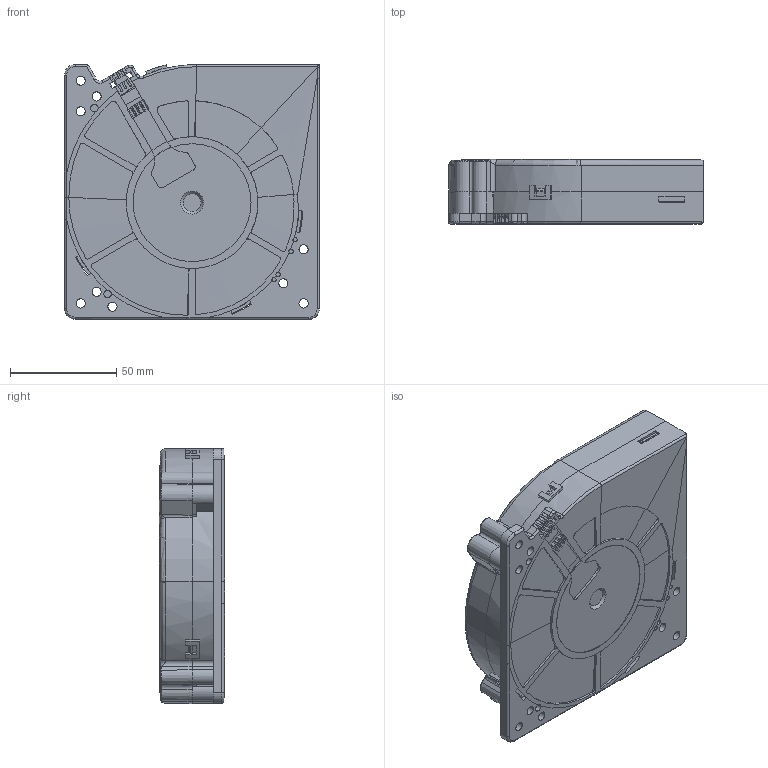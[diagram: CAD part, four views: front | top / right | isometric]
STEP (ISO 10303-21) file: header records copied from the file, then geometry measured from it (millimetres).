
FILE_DESCRIPTION((''),'2;1');
FILE_NAME('PRT0024','2016-02-03T',('QISONG.LUO'),(''),'PRO/ENGINEER BY PARAMETRIC TECHNOLOGY CORPORATION, 2012480','PRO/ENGINEER BY PARAMETRIC TECHNOLOGY CORPORATION, 2012480','');
FILE_SCHEMA(('CONFIG_CONTROL_DESIGN'));
Length unit declared in the file: millimetre
Products named in the file (1): PRT0024
Bounding box: 120.13 x 30.67 x 120.14 mm (x, y, z)
Volume: 353152.5 mm3; surface area: 69811.2 mm2
Topology: 1 solids, 15 shells, 844 faces, 2360 edges, 1529 vertices
Faces by surface type: plane 399, cylinder 279, bspline 65, cone 63, torus 27, extrusion 11
Entity records: 37468 total; most frequent: CARTESIAN_POINT 16350, ORIENTED_EDGE 4720, DIRECTION 4031, EDGE_CURVE 2360, VERTEX_POINT 1529, AXIS2_PLACEMENT_3D 1404, VECTOR 1223, LINE 1212
